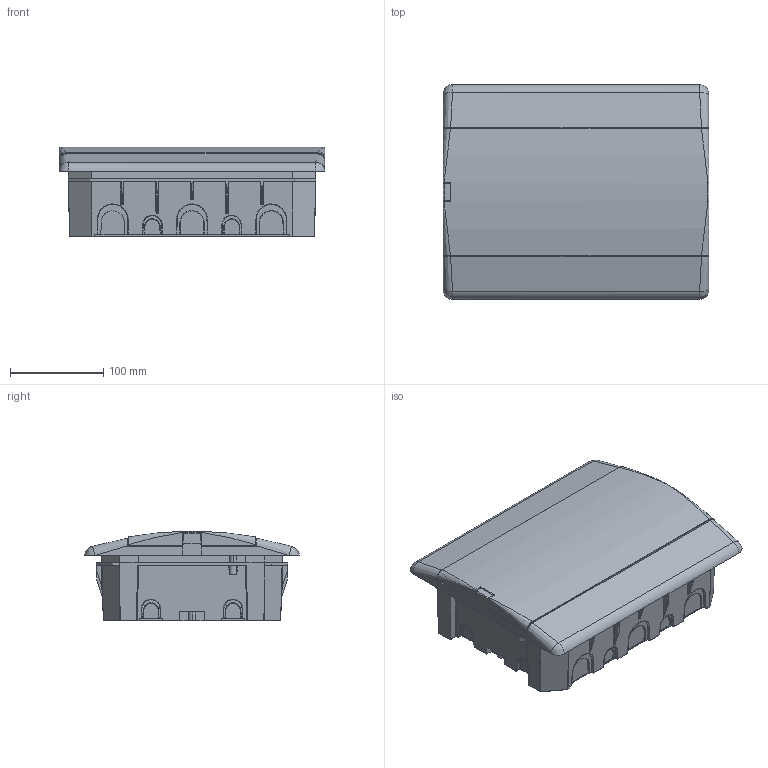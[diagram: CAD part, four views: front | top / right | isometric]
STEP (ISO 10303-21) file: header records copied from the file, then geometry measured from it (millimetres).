
FILE_DESCRIPTION (( 'STEP AP214' ), '1' );
FILE_NAME ('SB-V-12(W).ÃÌ Ùèò ðàñïðåä. âñòðàèâàåìûé ÙÐÂ-Ï-12.STEP', '2025-01-17T07:10:29', ( '' ), ( '' ), 'SwSTEP 2.0', 'SolidWorks 2021', '' );
FILE_SCHEMA (( 'AUTOMOTIVE_DESIGN' ));
Length unit declared in the file: millimetre
Products named in the file (1): SB-V-12(W).ÃÌ Ùèò ðàñïðåä. âñòðàèâàåìûé ÙÐÂ-Ï-12
Bounding box: 285.11 x 230.3 x 95.91 mm (x, y, z)
Volume: 561628.4 mm3; surface area: 541189.1 mm2
Topology: 26 solids, 26 shells, 5167 faces, 13953 edges, 9032 vertices
Faces by surface type: plane 2549, bspline 1137, cylinder 934, cone 325, torus 132, sphere 90
Entity records: 281100 total; most frequent: CARTESIAN_POINT 105247, ORIENTED_EDGE 27820, DIRECTION 19799, EDGE_CURVE 13910, VERTEX_POINT 9032, LINE 8217, VECTOR 8217, AXIS2_PLACEMENT_3D 5791
